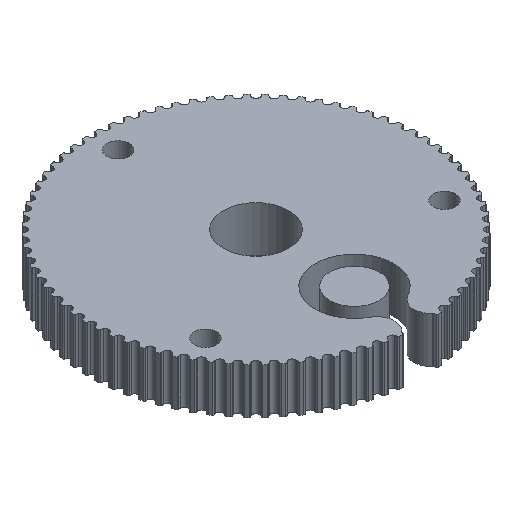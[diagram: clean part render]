
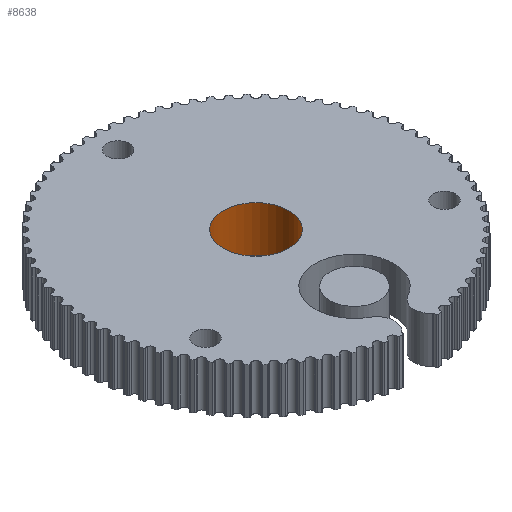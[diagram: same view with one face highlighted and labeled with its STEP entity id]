
A CAD part, isometric view. The second image highlights one B-rep face of the part: STEP entity #8638.
In plain terms, the highlighted cylindrical face has radius 5 mm (diameter 10 mm), a full revolution.
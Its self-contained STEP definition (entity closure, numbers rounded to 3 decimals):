
#36=FACE_OUTER_BOUND('',#521,.T.);
#521=EDGE_LOOP('',(#5792,#5793,#5794,#5795));
#1006=LINE('',#14894,#1483);
#1483=VECTOR('',#11553,5.);
#2430=CIRCLE('',#9609,5.);
#2435=CIRCLE('',#9617,5.);
#3385=VERTEX_POINT('',#14877);
#3390=VERTEX_POINT('',#14892);
#4343=EDGE_CURVE('',#3385,#3385,#2430,.T.);
#4350=EDGE_CURVE('',#3390,#3390,#2435,.T.);
#4351=EDGE_CURVE('',#3390,#3385,#1006,.T.);
#5792=ORIENTED_EDGE('',*,*,#4350,.F.);
#5793=ORIENTED_EDGE('',*,*,#4351,.T.);
#5794=ORIENTED_EDGE('',*,*,#4343,.F.);
#5795=ORIENTED_EDGE('',*,*,#4351,.F.);
#8160=CYLINDRICAL_SURFACE('',#9616,5.);
#8638=ADVANCED_FACE('',(#36),#8160,.F.);
#9609=AXIS2_PLACEMENT_3D('',#14878,#11533,#11534);
#9616=AXIS2_PLACEMENT_3D('',#14891,#11549,#11550);
#9617=AXIS2_PLACEMENT_3D('',#14893,#11551,#11552);
#11533=DIRECTION('center_axis',(0.,0.,1.));
#11534=DIRECTION('ref_axis',(1.,0.,0.));
#11549=DIRECTION('center_axis',(0.,0.,-1.));
#11550=DIRECTION('ref_axis',(1.,0.,0.));
#11551=DIRECTION('center_axis',(0.,0.,-1.));
#11552=DIRECTION('ref_axis',(1.,0.,0.));
#11553=DIRECTION('',(0.,0.,-1.));
#14877=CARTESIAN_POINT('',(-5.,0.,0.));
#14878=CARTESIAN_POINT('Origin',(0.,0.,0.));
#14891=CARTESIAN_POINT('Origin',(0.,0.,7.));
#14892=CARTESIAN_POINT('',(-5.,0.,7.));
#14893=CARTESIAN_POINT('Origin',(0.,0.,7.));
#14894=CARTESIAN_POINT('',(-5.,0.,7.));
